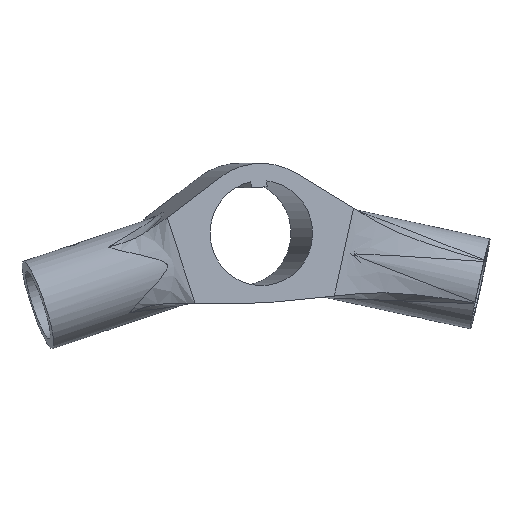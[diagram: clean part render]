
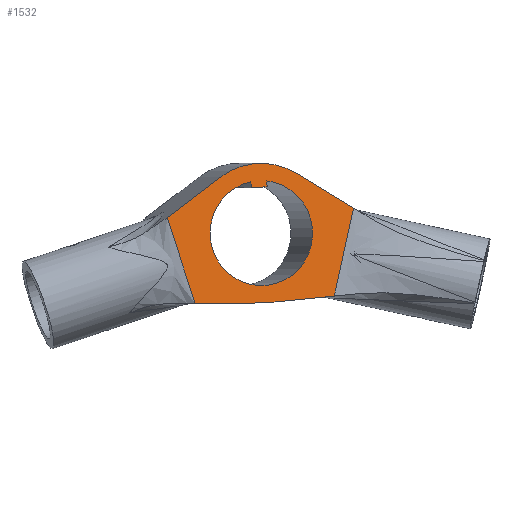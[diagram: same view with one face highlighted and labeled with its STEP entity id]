
A CAD part, front view. The second image highlights one B-rep face of the part: STEP entity #1532.
In plain terms, the highlighted planar face has unit normal (0.219, -0.976, 0).
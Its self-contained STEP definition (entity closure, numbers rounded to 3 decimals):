
#49=FACE_BOUND('',#327,.T.);
#197=PLANE('',#1646);
#248=FACE_OUTER_BOUND('',#326,.T.);
#326=EDGE_LOOP('',(#1170,#1171,#1172,#1173,#1174,#1175,#1176,#1177));
#327=EDGE_LOOP('',(#1178,#1179,#1180,#1181));
#383=CIRCLE('',#1605,20.15);
#385=CIRCLE('',#1608,20.15);
#387=CIRCLE('',#1613,15.15);
#417=LINE('',#2050,#503);
#420=LINE('',#2077,#506);
#429=LINE('',#2586,#515);
#431=LINE('',#2911,#517);
#432=LINE('',#3003,#518);
#437=LINE('',#3192,#523);
#442=LINE('',#3343,#528);
#443=LINE('',#3345,#529);
#444=LINE('',#3346,#530);
#503=VECTOR('',#1737,10.);
#506=VECTOR('',#1750,10.);
#515=VECTOR('',#1787,10.);
#517=VECTOR('',#1789,10.);
#518=VECTOR('',#1796,10.);
#523=VECTOR('',#1817,10.);
#528=VECTOR('',#1832,10.);
#529=VECTOR('',#1833,10.);
#530=VECTOR('',#1834,10.);
#583=VERTEX_POINT('',#2018);
#585=VERTEX_POINT('',#2021);
#587=VERTEX_POINT('',#2027);
#589=VERTEX_POINT('',#2030);
#595=VERTEX_POINT('',#2049);
#597=VERTEX_POINT('',#2059);
#598=VERTEX_POINT('',#2061);
#602=VERTEX_POINT('',#2070);
#635=VERTEX_POINT('',#2581);
#644=VERTEX_POINT('',#2910);
#665=VERTEX_POINT('',#3342);
#666=VERTEX_POINT('',#3344);
#756=EDGE_CURVE('',#585,#583,#383,.T.);
#760=EDGE_CURVE('',#589,#587,#385,.T.);
#767=EDGE_CURVE('',#595,#585,#417,.T.);
#770=EDGE_CURVE('',#598,#597,#387,.T.);
#775=EDGE_CURVE('',#583,#602,#420,.T.);
#814=EDGE_CURVE('',#602,#635,#429,.T.);
#827=EDGE_CURVE('',#644,#595,#431,.T.);
#836=EDGE_CURVE('',#587,#644,#432,.T.);
#851=EDGE_CURVE('',#635,#589,#437,.T.);
#863=EDGE_CURVE('',#597,#665,#442,.T.);
#864=EDGE_CURVE('',#666,#665,#443,.T.);
#865=EDGE_CURVE('',#598,#666,#444,.T.);
#1170=ORIENTED_EDGE('',*,*,#756,.T.);
#1171=ORIENTED_EDGE('',*,*,#775,.T.);
#1172=ORIENTED_EDGE('',*,*,#814,.T.);
#1173=ORIENTED_EDGE('',*,*,#851,.T.);
#1174=ORIENTED_EDGE('',*,*,#760,.T.);
#1175=ORIENTED_EDGE('',*,*,#836,.T.);
#1176=ORIENTED_EDGE('',*,*,#827,.T.);
#1177=ORIENTED_EDGE('',*,*,#767,.T.);
#1178=ORIENTED_EDGE('',*,*,#770,.T.);
#1179=ORIENTED_EDGE('',*,*,#863,.T.);
#1180=ORIENTED_EDGE('',*,*,#864,.F.);
#1181=ORIENTED_EDGE('',*,*,#865,.F.);
#1532=ADVANCED_FACE('',(#248,#49),#197,.T.);
#1605=AXIS2_PLACEMENT_3D('',#2022,#1718,#1719);
#1608=AXIS2_PLACEMENT_3D('',#2031,#1726,#1727);
#1613=AXIS2_PLACEMENT_3D('',#2062,#1741,#1742);
#1646=AXIS2_PLACEMENT_3D('',#3341,#1830,#1831);
#1718=DIRECTION('center_axis',(0.219,-0.976,0.));
#1719=DIRECTION('ref_axis',(0.952,0.213,-0.219));
#1726=DIRECTION('center_axis',(0.219,-0.976,0.));
#1727=DIRECTION('ref_axis',(0.952,0.213,-0.219));
#1737=DIRECTION('',(0.976,0.219,0.003));
#1741=DIRECTION('center_axis',(-0.219,0.976,0.));
#1742=DIRECTION('ref_axis',(0.952,0.213,-0.219));
#1750=DIRECTION('',(0.971,0.218,0.097));
#1787=DIRECTION('',(0.213,0.048,0.976));
#1789=DIRECTION('',(0.308,0.069,-0.949));
#1796=DIRECTION('',(-0.784,-0.176,-0.596));
#1817=DIRECTION('',(-0.838,-0.188,0.512));
#1830=DIRECTION('center_axis',(0.219,-0.976,0.));
#1831=DIRECTION('ref_axis',(0.952,0.213,-0.219));
#1832=DIRECTION('',(0.049,0.011,-0.999));
#1833=DIRECTION('',(-0.975,-0.218,-0.05));
#1834=DIRECTION('',(0.049,0.011,-0.999));
#2018=CARTESIAN_POINT('',(9.968,-35.582,11.845));
#2021=CARTESIAN_POINT('',(8.133,-35.993,11.75));
#2022=CARTESIAN_POINT('Origin',(8.065,-36.008,31.9));
#2027=CARTESIAN_POINT('',(-3.645,-38.631,48.087));
#2030=CARTESIAN_POINT('',(18.134,-33.752,49.208));
#2031=CARTESIAN_POINT('Origin',(8.065,-36.008,31.9));
#2049=CARTESIAN_POINT('',(-11.087,-40.298,11.682));
#2050=CARTESIAN_POINT('',(-11.087,-40.298,11.682));
#2059=CARTESIAN_POINT('',(5.043,-36.685,46.73));
#2061=CARTESIAN_POINT('',(9.623,-35.659,46.966));
#2062=CARTESIAN_POINT('Origin',(8.065,-36.008,31.9));
#2070=CARTESIAN_POINT('',(29.098,-31.297,13.75));
#2077=CARTESIAN_POINT('',(29.098,-31.297,13.75));
#2581=CARTESIAN_POINT('',(34.644,-30.055,39.121));
#2586=CARTESIAN_POINT('',(34.644,-30.055,39.121));
#2910=CARTESIAN_POINT('',(-19.085,-42.089,36.356));
#2911=CARTESIAN_POINT('',(-19.085,-42.089,36.356));
#3003=CARTESIAN_POINT('',(-19.085,-42.089,36.356));
#3192=CARTESIAN_POINT('',(34.644,-30.055,39.121));
#3341=CARTESIAN_POINT('Origin',(8.065,-36.008,31.9));
#3342=CARTESIAN_POINT('',(5.126,-36.666,45.034));
#3343=CARTESIAN_POINT('',(4.954,-36.705,48.529));
#3344=CARTESIAN_POINT('',(9.706,-35.64,45.27));
#3345=CARTESIAN_POINT('',(9.706,-35.64,45.27));
#3346=CARTESIAN_POINT('',(9.535,-35.679,48.765));
